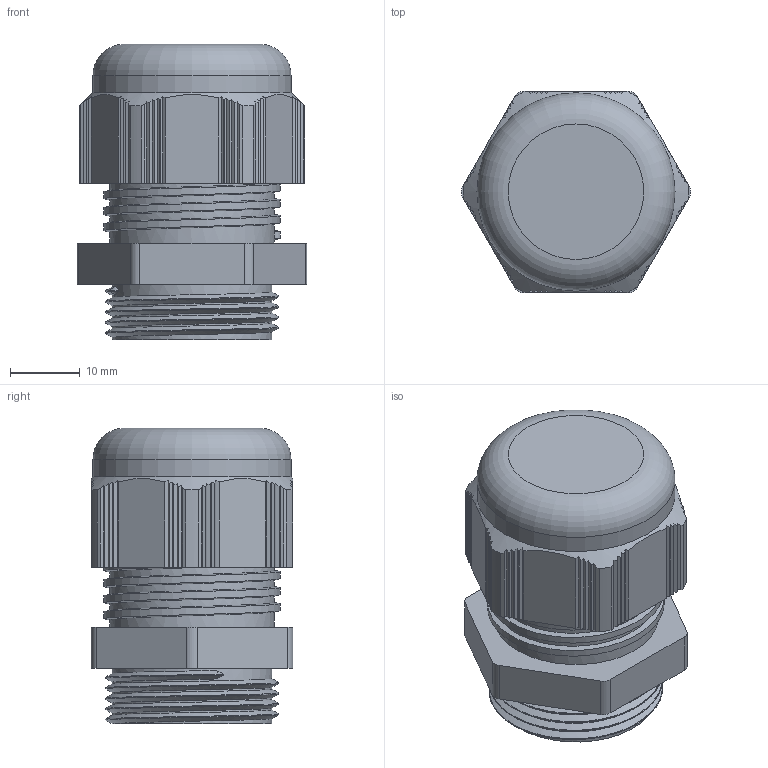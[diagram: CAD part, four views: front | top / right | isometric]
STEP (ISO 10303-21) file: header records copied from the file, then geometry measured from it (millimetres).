
FILE_DESCRIPTION((''),'2;1');
FILE_NAME('BM EN 03.stp','2012-10-05T13:53:36',('oktay'),(''),'Autodesk Inventor 2013','Autodesk Inventor 2013','');
FILE_SCHEMA(('AUTOMOTIVE_DESIGN { 1 0 10303 214 1 1 1 1 }'));
Length unit declared in the file: millimetre
Products named in the file (1): EU M25 MONTAJ (TL 12)_Shrinkwrap_2
Bounding box: 33.02 x 29 x 42.52 mm (x, y, z)
Volume: 25292.4 mm3; surface area: 6349.4 mm2
Topology: 1 solids, 1 shells, 202 faces, 588 edges, 385 vertices
Faces by surface type: plane 161, cylinder 26, cone 7, bspline 5, torus 3
Full cylindrical faces by diameter (mm): 23 x4, 23.7 x3, 28.5 x1
Entity records: 8157 total; most frequent: CARTESIAN_POINT 3378, ORIENTED_EDGE 1104, DIRECTION 797, EDGE_CURVE 552, VERTEX_POINT 368, VECTOR 335, LINE 335, AXIS2_PLACEMENT_3D 231
